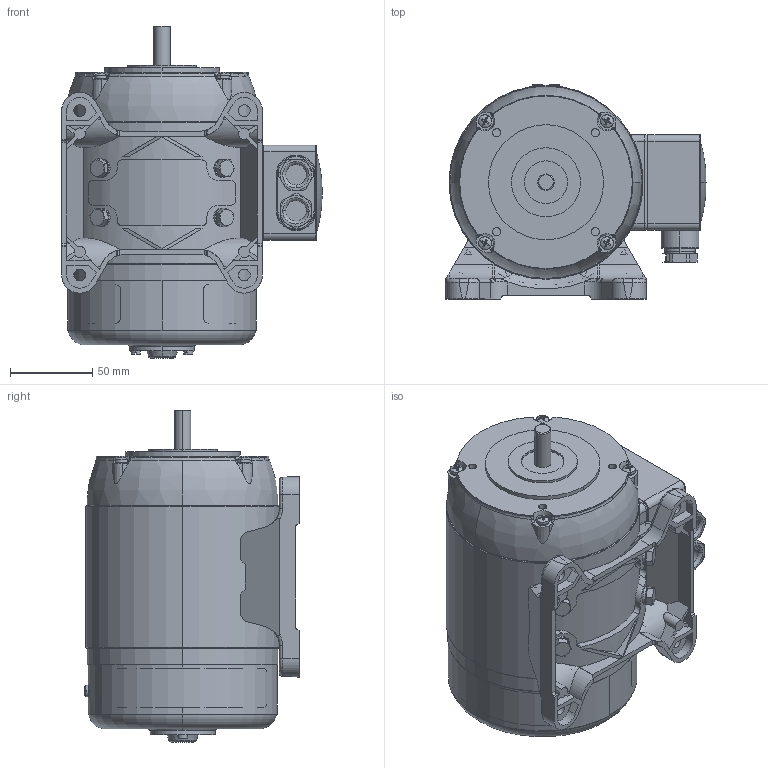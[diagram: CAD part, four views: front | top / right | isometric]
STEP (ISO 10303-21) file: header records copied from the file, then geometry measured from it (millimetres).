
FILE_DESCRIPTION (( 'STEP AP214' ), '1' );
FILE_NAME ('Motor KG94-60 Katalog.STEP', '2015-05-11T12:00:06', ( '' ), ( '' ), 'SwSTEP 2.0', 'SolidWorks 2014', '' );
FILE_SCHEMA (( 'AUTOMOTIVE_DESIGN' ));
Length unit declared in the file: millimetre
Products named in the file (1): Motor KG94-60 Katalog
Bounding box: 158.5 x 130.6 x 202 mm (x, y, z)
Surface area: 138031.8 mm2 (no closed solid volume)
Topology: 0 solids, 40 shells, 737 faces, 2269 edges, 1539 vertices
Faces by surface type: plane 321, cylinder 186, cone 111, torus 55, bspline 48, sphere 16
Entity records: 36466 total; most frequent: CARTESIAN_POINT 8790, DIRECTION 4058, ORIENTED_EDGE 3877, EDGE_CURVE 2267, AXIS2_PLACEMENT_3D 1541, VERTEX_POINT 1539, VECTOR 976, LINE 976
